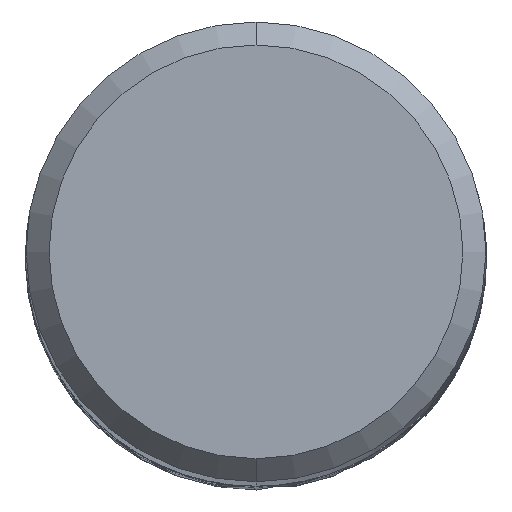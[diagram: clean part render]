
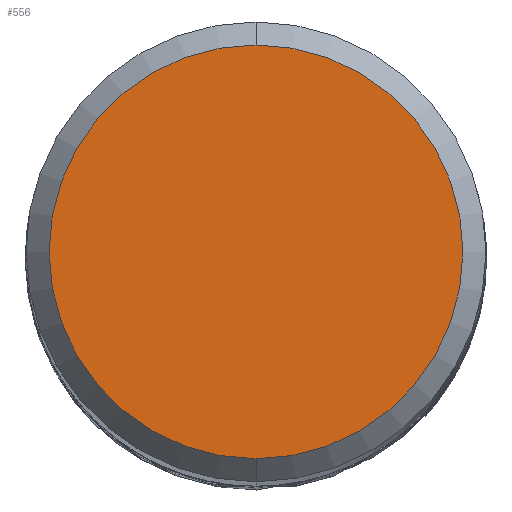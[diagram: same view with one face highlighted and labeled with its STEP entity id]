
A CAD part, top view. The second image highlights one B-rep face of the part: STEP entity #556.
In plain terms, the highlighted planar face has unit normal (0, 0, 1).
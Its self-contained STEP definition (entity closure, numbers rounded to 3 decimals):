
#354=VERTEX_POINT('',#948);
#366=VERTEX_POINT('',#962);
#434=EDGE_CURVE('',#354,#366,#1037,.T.);
#556=ADVANCED_FACE('',(#1170),#1171,.T.);
#796=EDGE_CURVE('',#366,#354,#1435,.T.);
#948=CARTESIAN_POINT('',(0.,-5.4,0.0));
#962=CARTESIAN_POINT('',(0.0,5.4,0.0));
#1037=CIRCLE('',#4310,5.4);
#1170=FACE_OUTER_BOUND('',#4768,.T.);
#1171=PLANE('',#4769);
#1435=CIRCLE('',#6591,5.4);
#4310=AXIS2_PLACEMENT_3D('',#7199,#7200,#7201);
#4768=EDGE_LOOP('',(#7326,#7327));
#4769=AXIS2_PLACEMENT_3D('',#7328,#7329,#7330);
#6591=AXIS2_PLACEMENT_3D('',#7626,#7627,#7628);
#7199=CARTESIAN_POINT('',(0.0,0.0,0.0));
#7200=DIRECTION('',(0.0,0.0,-1.0));
#7201=DIRECTION('',(0.0,1.0,0.0));
#7326=ORIENTED_EDGE('',*,*,#796,.F.);
#7327=ORIENTED_EDGE('',*,*,#434,.F.);
#7328=CARTESIAN_POINT('',(0.0,2.7,0.0));
#7329=DIRECTION('',(-0.0,0.0,1.0));
#7330=DIRECTION('',(0.0,-1.0,0.0));
#7626=CARTESIAN_POINT('',(0.0,0.0,0.0));
#7627=DIRECTION('',(0.0,0.0,-1.0));
#7628=DIRECTION('',(0.0,1.0,0.0));
